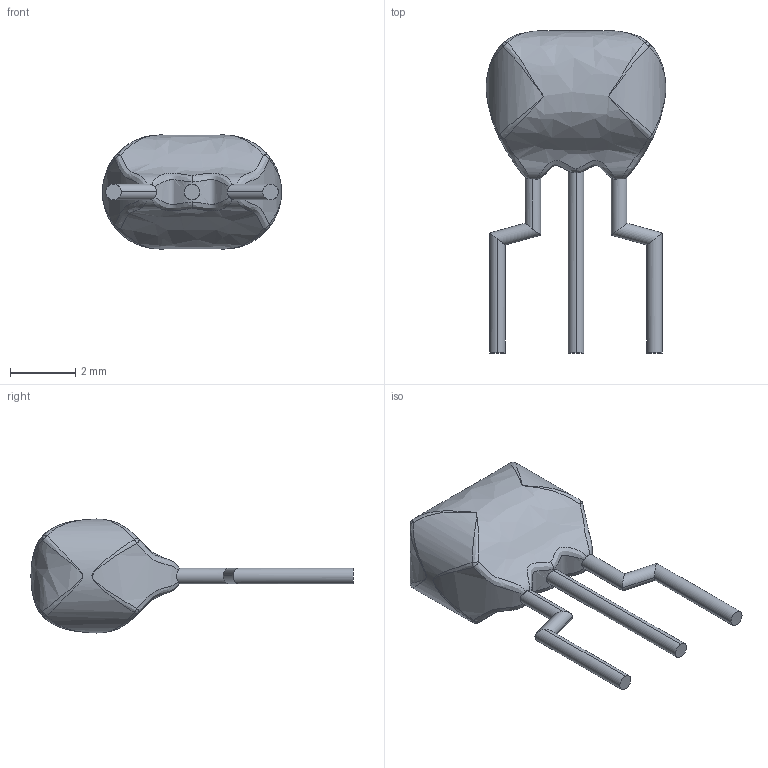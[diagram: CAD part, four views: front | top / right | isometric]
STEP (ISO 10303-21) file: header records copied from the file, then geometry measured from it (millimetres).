
FILE_DESCRIPTION (( 'STEP AP214' ), '1' );
FILE_NAME ('CSTLS16M0X53-B0.STEP', '2021-08-12T09:01:43', ( '' ), ( '' ), 'SwSTEP 2.0', 'SolidWorks 2021', '' );
FILE_SCHEMA (( 'AUTOMOTIVE_DESIGN' ));
Length unit declared in the file: millimetre
Products named in the file (1): CSTLS16M0X53-B0
Bounding box: 5.5 x 9.89 x 3.5 mm (x, y, z)
Volume: 56.6 mm3; surface area: 102.5 mm2
Topology: 1 solids, 1 shells, 61 faces, 146 edges, 79 vertices
Faces by surface type: bspline 34, cylinder 16, sphere 8, plane 3
Entity records: 4257 total; most frequent: CARTESIAN_POINT 2493, ORIENTED_EDGE 276, DIRECTION 138, EDGE_CURVE 138, VERTEX_POINT 79, B_SPLINE_CURVE_WITH_KNOTS 76, UNCERTAINTY_MEASURE_WITH_UNIT 64, COLOUR_RGB 63
